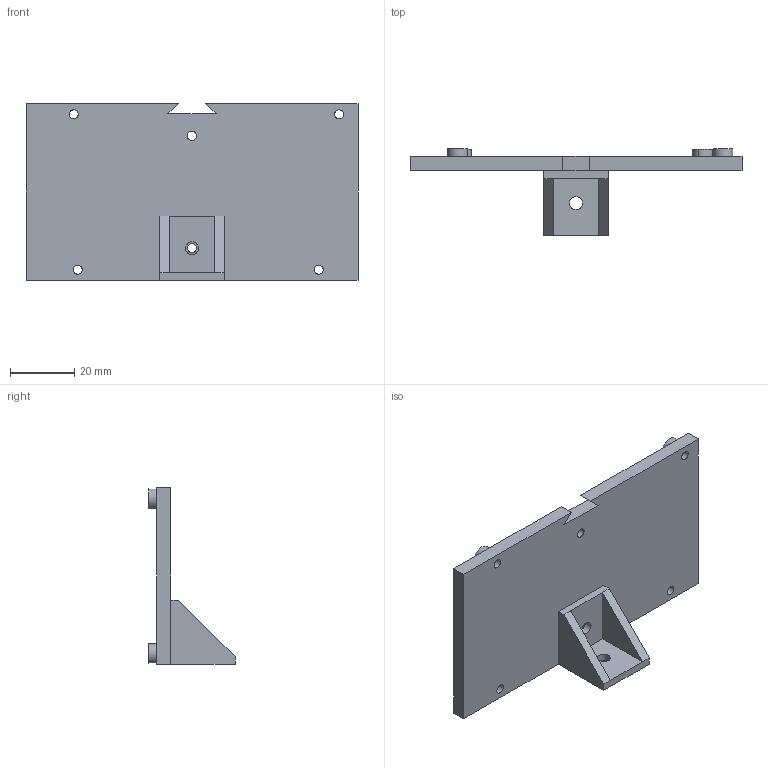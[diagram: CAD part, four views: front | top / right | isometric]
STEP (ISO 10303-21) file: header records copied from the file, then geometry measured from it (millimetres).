
FILE_DESCRIPTION(/* description */ (''),/* implementation_level */ '2;1');
FILE_NAME(/* name */ 'MaxFeederShieldMount.step',/* time_stamp */ '2023-01-17T23:39:31-05:00',/* author */ (''),/* organization */ (''),/* preprocessor_version */ 'ST-DEVELOPER v19.2',/* originating_system */ 'Autodesk Translation Framework v11.17.0.187',/* authorisation */ '');
FILE_SCHEMA (('AUTOMOTIVE_DESIGN { 1 0 10303 214 3 1 1 }'));
Length unit declared in the file: millimetre
Products named in the file (1): MaxFeederShieldMount
Bounding box: 103.2 x 26.8 x 54.94 mm (x, y, z)
Volume: 12851.3 mm3; surface area: 17442.4 mm2
Topology: 2 solids, 2 shells, 85 faces, 227 edges, 150 vertices
Faces by surface type: plane 71, cylinder 14
Full cylindrical faces by diameter (mm): 2.85 x6, 4 x2, 6.05 x5
Entity records: 2697 total; most frequent: CARTESIAN_POINT 463, ORIENTED_EDGE 454, DIRECTION 443, EDGE_CURVE 227, LINE 183, VECTOR 183, VERTEX_POINT 150, AXIS2_PLACEMENT_3D 130
